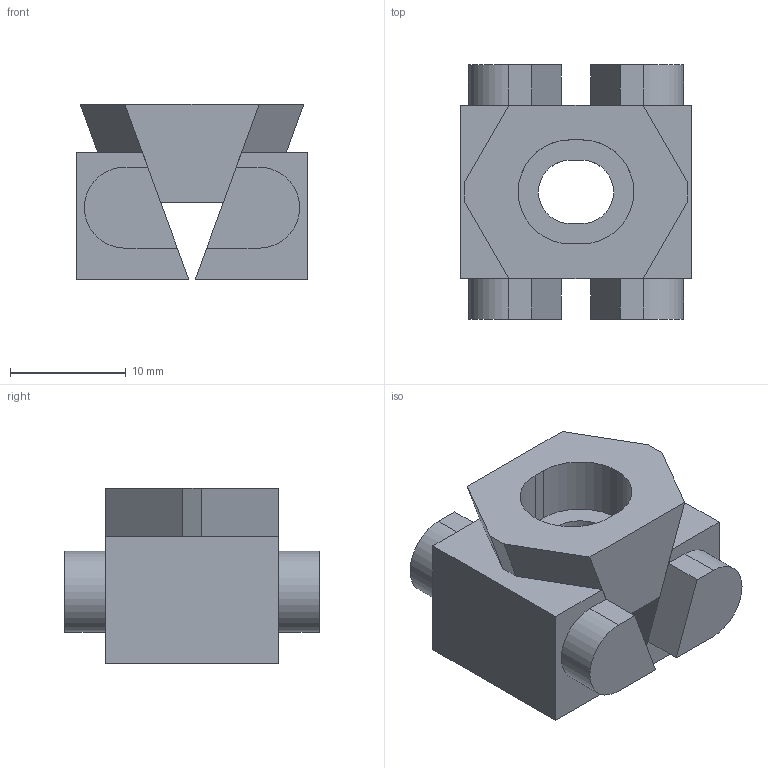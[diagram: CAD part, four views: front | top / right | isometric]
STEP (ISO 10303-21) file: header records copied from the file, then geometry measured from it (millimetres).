
FILE_DESCRIPTION (( 'STEP AP203' ), '1' );
FILE_NAME ('ak2-vt-fo.STEP', '2021-10-21T07:42:15', ( '' ), ( '' ), 'SwSTEP 2.0', 'SolidWorks 2020', '' );
FILE_SCHEMA (( 'CONFIG_CONTROL_DESIGN' ));
Length unit declared in the file: millimetre
Products named in the file (4): ak2-vt-fo_03; ak2-vt-fo; ak2-vt-fo_01; ak2-vt-fo_02
Assembly tree (3 placements, depth 2):
  ak2-vt-fo
    ak2-vt-fo_01
    ak2-vt-fo_02
    ak2-vt-fo_03
Bounding box: 20 x 22 x 15.2 mm (x, y, z)
Volume: 3597.5 mm3; surface area: 2742.2 mm2
Topology: 3 solids, 3 shells, 57 faces, 142 edges, 92 vertices
Faces by surface type: plane 47, cylinder 10
Entity records: 2090 total; most frequent: CARTESIAN_POINT 297, DIRECTION 288, ORIENTED_EDGE 284, EDGE_CURVE 142, LINE 122, VECTOR 122, VERTEX_POINT 92, AXIS2_PLACEMENT_3D 83
